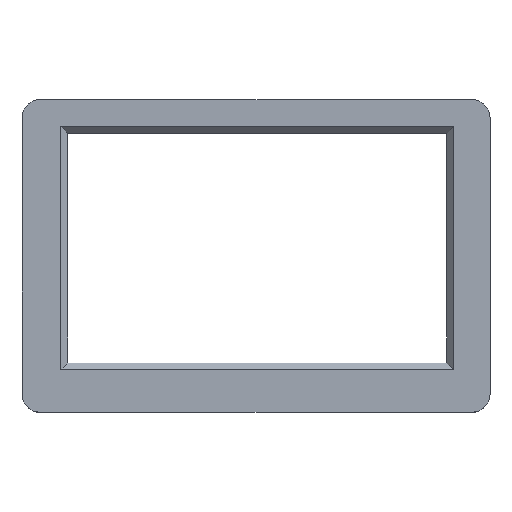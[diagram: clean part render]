
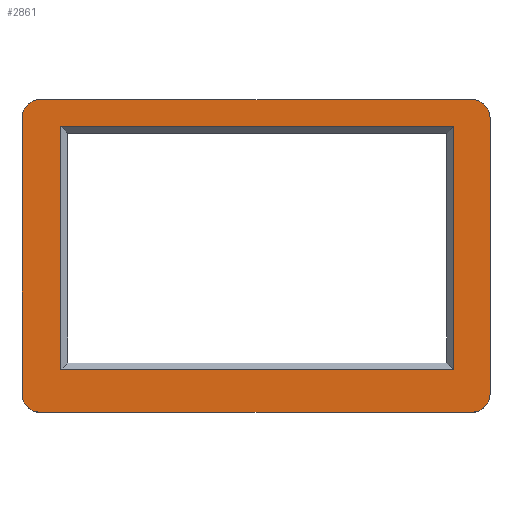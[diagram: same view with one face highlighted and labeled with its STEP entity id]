
A CAD part, top view. The second image highlights one B-rep face of the part: STEP entity #2861.
In plain terms, the highlighted planar face has unit normal (0, 0, 1).
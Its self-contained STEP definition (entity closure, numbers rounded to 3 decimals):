
#4 = VERTEX_POINT ( 'NONE', #1594 ) ;
#33 = EDGE_CURVE ( 'NONE', #948, #3403, #526, .T. ) ;
#62 = VERTEX_POINT ( 'NONE', #1860 ) ;
#76 = DIRECTION ( 'NONE',  ( 0., 0., 1. ) ) ;
#169 = CIRCLE ( 'NONE', #909, 5.2 ) ;
#200 = VERTEX_POINT ( 'NONE', #3182 ) ;
#309 = EDGE_CURVE ( 'NONE', #1725, #1662, #3032, .T. ) ;
#346 = VECTOR ( 'NONE', #3000, 1000. ) ;
#366 = CARTESIAN_POINT ( 'NONE',  ( 62.5, -40., 0. ) ) ;
#391 = ORIENTED_EDGE ( 'NONE', *, *, #33, .T. ) ;
#398 = CARTESIAN_POINT ( 'NONE',  ( -67.7, 40., 0. ) ) ;
#457 = ORIENTED_EDGE ( 'NONE', *, *, #2776, .T. ) ;
#510 = LINE ( 'NONE', #1066, #2125 ) ;
#526 = CIRCLE ( 'NONE', #2481, 5.2 ) ;
#568 = EDGE_CURVE ( 'NONE', #721, #3614, #1671, .T. ) ;
#598 = DIRECTION ( 'NONE',  ( -1., 0., 0. ) ) ;
#604 = CARTESIAN_POINT ( 'NONE',  ( -56.5, -33., 0. ) ) ;
#627 = DIRECTION ( 'NONE',  ( 1., 0., 0. ) ) ;
#678 = ORIENTED_EDGE ( 'NONE', *, *, #3327, .T. ) ;
#681 = DIRECTION ( 'NONE',  ( 0., 1., 0. ) ) ;
#694 = ORIENTED_EDGE ( 'NONE', *, *, #3400, .T. ) ;
#721 = VERTEX_POINT ( 'NONE', #2220 ) ;
#758 = ORIENTED_EDGE ( 'NONE', *, *, #568, .T. ) ;
#908 = VERTEX_POINT ( 'NONE', #3513 ) ;
#909 = AXIS2_PLACEMENT_3D ( 'NONE', #366, #76, #2456 ) ;
#942 = DIRECTION ( 'NONE',  ( 0., 0., 1. ) ) ;
#948 = VERTEX_POINT ( 'NONE', #2324 ) ;
#1036 = DIRECTION ( 'NONE',  ( 0., 0., 1. ) ) ;
#1066 = CARTESIAN_POINT ( 'NONE',  ( 57.25, 0., 0. ) ) ;
#1150 = PLANE ( 'NONE',  #2882 ) ;
#1196 = CARTESIAN_POINT ( 'NONE',  ( 67.7, -40., 0. ) ) ;
#1223 = CARTESIAN_POINT ( 'NONE',  ( 0., -45.2, 0. ) ) ;
#1282 = CARTESIAN_POINT ( 'NONE',  ( -54.5, -33., 0. ) ) ;
#1311 = LINE ( 'NONE', #3757, #3565 ) ;
#1426 = ORIENTED_EDGE ( 'NONE', *, *, #309, .T. ) ;
#1480 = FACE_OUTER_BOUND ( 'NONE', #1625, .T. ) ;
#1499 = CARTESIAN_POINT ( 'NONE',  ( -67.7, -40., 0. ) ) ;
#1594 = CARTESIAN_POINT ( 'NONE',  ( 62.5, -45.2, 0. ) ) ;
#1619 = VERTEX_POINT ( 'NONE', #604 ) ;
#1625 = EDGE_LOOP ( 'NONE', ( #3336, #391, #1666, #2445, #678, #694, #1426, #2138 ) ) ;
#1662 = VERTEX_POINT ( 'NONE', #1754 ) ;
#1666 = ORIENTED_EDGE ( 'NONE', *, *, #3105, .T. ) ;
#1671 = LINE ( 'NONE', #3597, #346 ) ;
#1691 = CARTESIAN_POINT ( 'NONE',  ( -56.5, 35.5, 0. ) ) ;
#1725 = VERTEX_POINT ( 'NONE', #1196 ) ;
#1754 = CARTESIAN_POINT ( 'NONE',  ( 67.7, 40., 0. ) ) ;
#1830 = AXIS2_PLACEMENT_3D ( 'NONE', #1863, #942, #1848 ) ;
#1848 = DIRECTION ( 'NONE',  ( 1., 0., 0. ) ) ;
#1860 = CARTESIAN_POINT ( 'NONE',  ( -62.5, -45.2, 0. ) ) ;
#1863 = CARTESIAN_POINT ( 'NONE',  ( -62.5, -40., 0. ) ) ;
#1891 = DIRECTION ( 'NONE',  ( 0., 0., 1. ) ) ;
#2013 = FACE_BOUND ( 'NONE', #3778, .T. ) ;
#2020 = VECTOR ( 'NONE', #2850, 1000. ) ;
#2072 = EDGE_CURVE ( 'NONE', #908, #1619, #2346, .T. ) ;
#2125 = VECTOR ( 'NONE', #3761, 1000. ) ;
#2135 = EDGE_CURVE ( 'NONE', #200, #948, #3547, .T. ) ;
#2138 = ORIENTED_EDGE ( 'NONE', *, *, #2278, .T. ) ;
#2162 = CARTESIAN_POINT ( 'NONE',  ( -62.5, 40., 0. ) ) ;
#2170 = CARTESIAN_POINT ( 'NONE',  ( 62.5, 40., 0. ) ) ;
#2220 = CARTESIAN_POINT ( 'NONE',  ( -56.5, 37.5, 0. ) ) ;
#2278 = EDGE_CURVE ( 'NONE', #1662, #200, #3429, .T. ) ;
#2308 = VECTOR ( 'NONE', #2740, 1000. ) ;
#2313 = VECTOR ( 'NONE', #598, 1000. ) ;
#2324 = CARTESIAN_POINT ( 'NONE',  ( -62.5, 45.2, 0. ) ) ;
#2346 = LINE ( 'NONE', #1282, #2308 ) ;
#2445 = ORIENTED_EDGE ( 'NONE', *, *, #3377, .T. ) ;
#2456 = DIRECTION ( 'NONE',  ( 1., 0., 0. ) ) ;
#2481 = AXIS2_PLACEMENT_3D ( 'NONE', #2162, #1036, #2812 ) ;
#2485 = VECTOR ( 'NONE', #681, 1000. ) ;
#2569 = DIRECTION ( 'NONE',  ( 0., -1., 0. ) ) ;
#2664 = DIRECTION ( 'NONE',  ( 0., 0., 1. ) ) ;
#2692 = VECTOR ( 'NONE', #3316, 1000. ) ;
#2740 = DIRECTION ( 'NONE',  ( -1., 0., 0. ) ) ;
#2743 = AXIS2_PLACEMENT_3D ( 'NONE', #2170, #1891, #3072 ) ;
#2776 = EDGE_CURVE ( 'NONE', #3614, #908, #510, .T. ) ;
#2812 = DIRECTION ( 'NONE',  ( 1., 0., 0. ) ) ;
#2850 = DIRECTION ( 'NONE',  ( 0., 1., 0. ) ) ;
#2861 = ADVANCED_FACE ( 'NONE', ( #2013, #1480 ), #1150, .T. ) ;
#2882 = AXIS2_PLACEMENT_3D ( 'NONE', #2976, #2664, #627 ) ;
#2976 = CARTESIAN_POINT ( 'NONE',  ( 0., 0., 0. ) ) ;
#3000 = DIRECTION ( 'NONE',  ( 1., 0., 0. ) ) ;
#3032 = LINE ( 'NONE', #3672, #2485 ) ;
#3072 = DIRECTION ( 'NONE',  ( 1., 0., 0. ) ) ;
#3105 = EDGE_CURVE ( 'NONE', #3403, #3812, #1311, .T. ) ;
#3182 = CARTESIAN_POINT ( 'NONE',  ( 62.5, 45.2, 0. ) ) ;
#3231 = ORIENTED_EDGE ( 'NONE', *, *, #3700, .T. ) ;
#3235 = CARTESIAN_POINT ( 'NONE',  ( 0., 45.2, 0. ) ) ;
#3316 = DIRECTION ( 'NONE',  ( 1., 0., 0. ) ) ;
#3327 = EDGE_CURVE ( 'NONE', #62, #4, #3523, .T. ) ;
#3336 = ORIENTED_EDGE ( 'NONE', *, *, #2135, .T. ) ;
#3377 = EDGE_CURVE ( 'NONE', #3812, #62, #3809, .T. ) ;
#3400 = EDGE_CURVE ( 'NONE', #4, #1725, #169, .T. ) ;
#3403 = VERTEX_POINT ( 'NONE', #398 ) ;
#3429 = CIRCLE ( 'NONE', #2743, 5.2 ) ;
#3460 = CARTESIAN_POINT ( 'NONE',  ( 57.25, 37.5, 0. ) ) ;
#3513 = CARTESIAN_POINT ( 'NONE',  ( 57.25, -33., 0. ) ) ;
#3520 = ORIENTED_EDGE ( 'NONE', *, *, #2072, .T. ) ;
#3523 = LINE ( 'NONE', #1223, #2692 ) ;
#3547 = LINE ( 'NONE', #3235, #2313 ) ;
#3565 = VECTOR ( 'NONE', #2569, 1000. ) ;
#3597 = CARTESIAN_POINT ( 'NONE',  ( 0., 37.5, 0. ) ) ;
#3614 = VERTEX_POINT ( 'NONE', #3460 ) ;
#3672 = CARTESIAN_POINT ( 'NONE',  ( 67.7, 0., 0. ) ) ;
#3699 = LINE ( 'NONE', #1691, #2020 ) ;
#3700 = EDGE_CURVE ( 'NONE', #1619, #721, #3699, .T. ) ;
#3757 = CARTESIAN_POINT ( 'NONE',  ( -67.7, 0., 0. ) ) ;
#3761 = DIRECTION ( 'NONE',  ( 0., -1., 0. ) ) ;
#3778 = EDGE_LOOP ( 'NONE', ( #758, #457, #3520, #3231 ) ) ;
#3809 = CIRCLE ( 'NONE', #1830, 5.2 ) ;
#3812 = VERTEX_POINT ( 'NONE', #1499 ) ;
